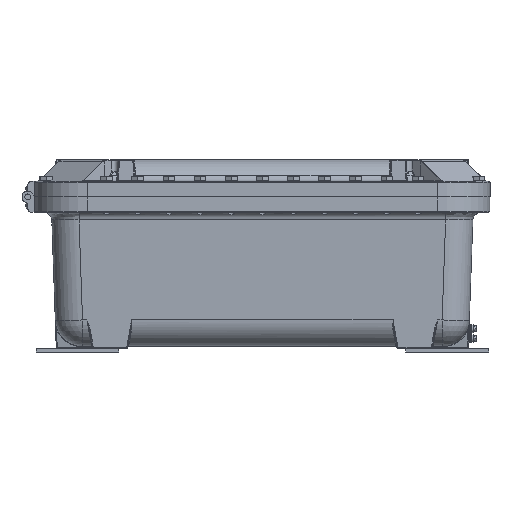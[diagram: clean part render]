
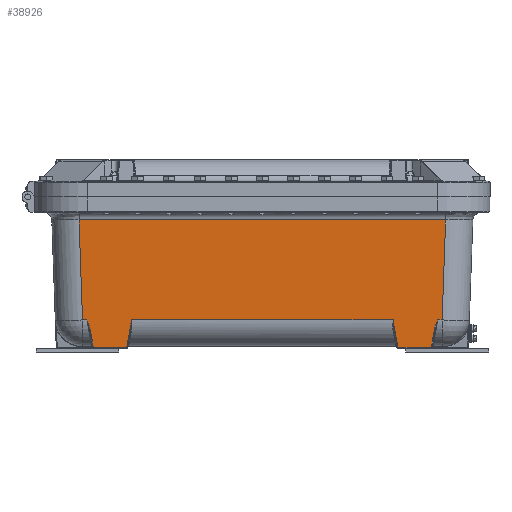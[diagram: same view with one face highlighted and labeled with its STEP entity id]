
A CAD part, front view. The second image highlights one B-rep face of the part: STEP entity #38926.
In plain terms, the highlighted planar face has unit normal (0, -0.999, -0.035).
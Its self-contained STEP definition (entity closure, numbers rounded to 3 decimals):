
#3057=LINE('',#54105,#6135);
#3912=LINE('',#60981,#6990);
#3946=LINE('',#61525,#7024);
#3948=LINE('',#61649,#7026);
#3950=LINE('',#61652,#7028);
#3961=LINE('',#61732,#7039);
#3962=LINE('',#61734,#7040);
#3963=LINE('',#61736,#7041);
#3964=LINE('',#61747,#7042);
#3965=LINE('',#61748,#7043);
#3966=LINE('',#61750,#7044);
#3967=LINE('',#61751,#7045);
#6135=VECTOR('',#44220,0.394);
#6990=VECTOR('',#46101,0.394);
#7024=VECTOR('',#46273,0.394);
#7026=VECTOR('',#46297,0.394);
#7028=VECTOR('',#46301,0.394);
#7039=VECTOR('',#46356,0.394);
#7040=VECTOR('',#46357,0.394);
#7041=VECTOR('',#46358,0.394);
#7042=VECTOR('',#46359,0.394);
#7043=VECTOR('',#46360,0.394);
#7044=VECTOR('',#46361,0.394);
#7045=VECTOR('',#46362,0.394);
#9419=PLANE('',#41658);
#10561=B_SPLINE_CURVE_WITH_KNOTS('',3,(#61567,#61568,#61569,#61570,#61571,
#61572,#61573,#61574),.UNSPECIFIED.,.F.,.F.,(4,1,1,2,4),(0.,
0.647,0.97,1.617,1.62),
 .UNSPECIFIED.);
#10564=B_SPLINE_CURVE_WITH_KNOTS('',3,(#61738,#61739,#61740,#61741,#61742,
#61743,#61744,#61745),.UNSPECIFIED.,.F.,.F.,(4,2,1,1,4),(-0.003,
0.,0.647,0.97,1.617),.UNSPECIFIED.);
#12940=FACE_OUTER_BOUND('',#15331,.T.);
#15331=EDGE_LOOP('',(#30589,#30590,#30591,#30592,#30593,#30594,#30595,#30596,
#30597,#30598,#30599,#30600,#30601,#30602));
#18331=VERTEX_POINT('',#54102);
#18332=VERTEX_POINT('',#54104);
#19266=VERTEX_POINT('',#60825);
#19272=VERTEX_POINT('',#60980);
#19317=VERTEX_POINT('',#61514);
#19320=VERTEX_POINT('',#61521);
#19322=VERTEX_POINT('',#61566);
#19328=VERTEX_POINT('',#61645);
#19340=VERTEX_POINT('',#61731);
#19341=VERTEX_POINT('',#61733);
#19342=VERTEX_POINT('',#61735);
#19343=VERTEX_POINT('',#61737);
#19344=VERTEX_POINT('',#61746);
#19345=VERTEX_POINT('',#61749);
#21964=EDGE_CURVE('',#18331,#18332,#3057,.T.);
#23370=EDGE_CURVE('',#19266,#19272,#3912,.T.);
#23455=EDGE_CURVE('',#19317,#19320,#3946,.T.);
#23456=EDGE_CURVE('',#19320,#19322,#10561,.T.);
#23467=EDGE_CURVE('',#19272,#19328,#3948,.T.);
#23469=EDGE_CURVE('',#19328,#19317,#3950,.T.);
#23493=EDGE_CURVE('',#19340,#19266,#3961,.T.);
#23494=EDGE_CURVE('',#19341,#19340,#3962,.T.);
#23495=EDGE_CURVE('',#19342,#19341,#3963,.T.);
#23496=EDGE_CURVE('',#19343,#19342,#10564,.T.);
#23497=EDGE_CURVE('',#19344,#19343,#3964,.T.);
#23498=EDGE_CURVE('',#18332,#19344,#3965,.T.);
#23499=EDGE_CURVE('',#19345,#18331,#3966,.T.);
#23500=EDGE_CURVE('',#19322,#19345,#3967,.T.);
#30589=ORIENTED_EDGE('',*,*,#23456,.F.);
#30590=ORIENTED_EDGE('',*,*,#23455,.F.);
#30591=ORIENTED_EDGE('',*,*,#23469,.F.);
#30592=ORIENTED_EDGE('',*,*,#23467,.F.);
#30593=ORIENTED_EDGE('',*,*,#23370,.F.);
#30594=ORIENTED_EDGE('',*,*,#23493,.F.);
#30595=ORIENTED_EDGE('',*,*,#23494,.F.);
#30596=ORIENTED_EDGE('',*,*,#23495,.F.);
#30597=ORIENTED_EDGE('',*,*,#23496,.F.);
#30598=ORIENTED_EDGE('',*,*,#23497,.F.);
#30599=ORIENTED_EDGE('',*,*,#23498,.F.);
#30600=ORIENTED_EDGE('',*,*,#21964,.F.);
#30601=ORIENTED_EDGE('',*,*,#23499,.F.);
#30602=ORIENTED_EDGE('',*,*,#23500,.F.);
#38926=ADVANCED_FACE('',(#12940),#9419,.T.);
#41658=AXIS2_PLACEMENT_3D('',#61730,#46354,#46355);
#44220=DIRECTION('',(1.,0.,0.));
#46101=DIRECTION('',(-1.,0.,0.));
#46273=DIRECTION('',(-0.174,-0.034,0.984));
#46297=DIRECTION('',(-0.174,0.034,-0.984));
#46301=DIRECTION('',(-1.,0.,0.));
#46354=DIRECTION('center_axis',(0.,-0.999,
-0.035));
#46355=DIRECTION('ref_axis',(0.,0.035,-0.999));
#46356=DIRECTION('',(-0.174,-0.034,0.984));
#46357=DIRECTION('',(-1.,0.,0.));
#46358=DIRECTION('',(-0.174,0.034,-0.984));
#46359=DIRECTION('',(-1.,0.,0.));
#46360=DIRECTION('',(-0.035,0.035,-0.999));
#46361=DIRECTION('',(-0.035,-0.035,0.999));
#46362=DIRECTION('',(-1.,0.,0.));
#54102=CARTESIAN_POINT('',(-11.774,-16.545,-1.483));
#54104=CARTESIAN_POINT('',(11.774,-16.545,-1.483));
#54105=CARTESIAN_POINT('',(-6.77,-16.545,-1.483));
#60825=CARTESIAN_POINT('',(8.399,-16.321,-7.905));
#60980=CARTESIAN_POINT('',(-8.399,-16.321,-7.905));
#60981=CARTESIAN_POINT('',(-6.77,-16.321,-7.905));
#61514=CARTESIAN_POINT('',(-10.854,-16.26,-9.658));
#61521=CARTESIAN_POINT('',(-11.058,-16.3,-8.503));
#61525=CARTESIAN_POINT('',(-11.634,-16.414,-5.232));
#61566=CARTESIAN_POINT('',(-11.274,-16.321,-7.905));
#61567=CARTESIAN_POINT('Ctrl Pts',(-11.058,-16.3,-8.503));
#61568=CARTESIAN_POINT('Ctrl Pts',(-11.072,-16.303,
-8.419));
#61569=CARTESIAN_POINT('Ctrl Pts',(-11.11,-16.307,
-8.297));
#61570=CARTESIAN_POINT('Ctrl Pts',(-11.187,-16.314,
-8.1));
#61571=CARTESIAN_POINT('Ctrl Pts',(-11.239,-16.318,
-7.983));
#61572=CARTESIAN_POINT('Ctrl Pts',(-11.274,-16.321,-7.906));
#61573=CARTESIAN_POINT('Ctrl Pts',(-11.274,-16.321,
-7.905));
#61574=CARTESIAN_POINT('Ctrl Pts',(-11.274,-16.321,
-7.905));
#61645=CARTESIAN_POINT('',(-8.709,-16.26,-9.658));
#61649=CARTESIAN_POINT('',(-8.034,-16.393,-5.834));
#61652=CARTESIAN_POINT('',(-12.133,-16.26,-9.658));
#61730=CARTESIAN_POINT('Origin',(-13.54,-16.562,-1.));
#61731=CARTESIAN_POINT('',(8.709,-16.26,-9.658));
#61732=CARTESIAN_POINT('',(7.627,-16.474,-3.522));
#61733=CARTESIAN_POINT('',(10.854,-16.26,-9.658));
#61734=CARTESIAN_POINT('',(-1.407,-16.26,-9.658));
#61735=CARTESIAN_POINT('',(11.058,-16.3,-8.503));
#61736=CARTESIAN_POINT('',(11.226,-16.333,-7.545));
#61737=CARTESIAN_POINT('',(11.274,-16.321,-7.905));
#61738=CARTESIAN_POINT('Ctrl Pts',(11.274,-16.321,-7.905));
#61739=CARTESIAN_POINT('Ctrl Pts',(11.274,-16.321,-7.905));
#61740=CARTESIAN_POINT('Ctrl Pts',(11.274,-16.321,-7.906));
#61741=CARTESIAN_POINT('Ctrl Pts',(11.239,-16.318,-7.983));
#61742=CARTESIAN_POINT('Ctrl Pts',(11.187,-16.314,-8.1));
#61743=CARTESIAN_POINT('Ctrl Pts',(11.11,-16.307,-8.297));
#61744=CARTESIAN_POINT('Ctrl Pts',(11.072,-16.303,-8.419));
#61745=CARTESIAN_POINT('Ctrl Pts',(11.058,-16.3,-8.503));
#61746=CARTESIAN_POINT('',(11.55,-16.321,-7.905));
#61747=CARTESIAN_POINT('',(-6.77,-16.321,-7.905));
#61748=CARTESIAN_POINT('',(11.777,-16.548,-1.411));
#61749=CARTESIAN_POINT('',(-11.55,-16.321,-7.905));
#61750=CARTESIAN_POINT('',(-11.773,-16.544,-1.516));
#61751=CARTESIAN_POINT('',(-6.77,-16.321,-7.905));
